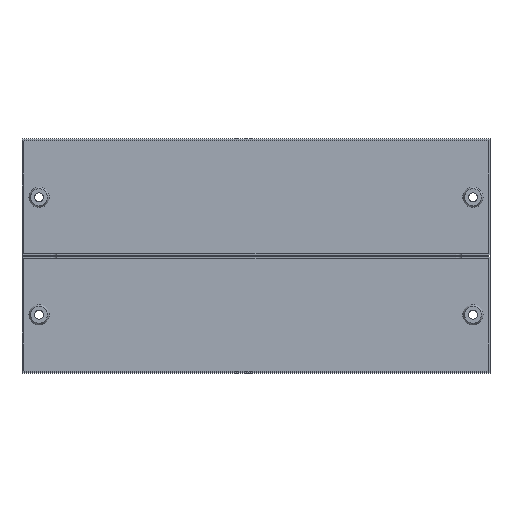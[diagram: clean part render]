
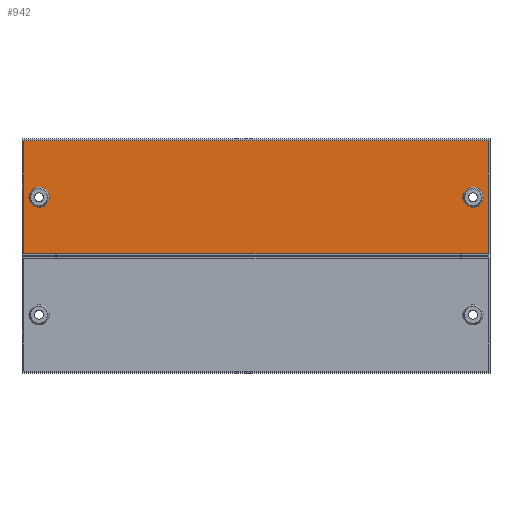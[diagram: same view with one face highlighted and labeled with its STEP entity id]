
A CAD part, top view. The second image highlights one B-rep face of the part: STEP entity #942.
In plain terms, the highlighted planar face has unit normal (0, 0, 1).
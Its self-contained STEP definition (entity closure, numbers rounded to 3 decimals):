
#13 = ORIENTED_EDGE ( 'NONE', *, *, #989, .T. ) ;
#29 = LINE ( 'NONE', #222, #1271 ) ;
#52 = CARTESIAN_POINT ( 'NONE',  ( 0., 0., 1.5 ) ) ;
#111 = DIRECTION ( 'NONE',  ( 1., 0., 0. ) ) ;
#126 = CARTESIAN_POINT ( 'NONE',  ( 497.5, -2., 1.5 ) ) ;
#159 = DIRECTION ( 'NONE',  ( 1., 0., 0. ) ) ;
#166 = AXIS2_PLACEMENT_3D ( 'NONE', #705, #1384, #1588 ) ;
#222 = CARTESIAN_POINT ( 'NONE',  ( 102.5, -0.5, 1.5 ) ) ;
#227 = ORIENTED_EDGE ( 'NONE', *, *, #2275, .F. ) ;
#246 = CIRCLE ( 'NONE', #2156, 8.625 ) ;
#273 = EDGE_LOOP ( 'NONE', ( #2356, #306 ) ) ;
#306 = ORIENTED_EDGE ( 'NONE', *, *, #560, .F. ) ;
#351 = VECTOR ( 'NONE', #1549, 1000. ) ;
#354 = CARTESIAN_POINT ( 'NONE',  ( 484.5, -50., 1.5 ) ) ;
#378 = DIRECTION ( 'NONE',  ( 0., 0., 1. ) ) ;
#382 = DIRECTION ( 'NONE',  ( 0., 0., 1. ) ) ;
#393 = LINE ( 'NONE', #1637, #1997 ) ;
#398 = VERTEX_POINT ( 'NONE', #1104 ) ;
#410 = FACE_BOUND ( 'NONE', #750, .T. ) ;
#419 = VERTEX_POINT ( 'NONE', #759 ) ;
#500 = AXIS2_PLACEMENT_3D ( 'NONE', #2118, #686, #111 ) ;
#538 = VERTEX_POINT ( 'NONE', #2292 ) ;
#556 = FACE_BOUND ( 'NONE', #273, .T. ) ;
#560 = EDGE_CURVE ( 'NONE', #1386, #1963, #1912, .T. ) ;
#580 = EDGE_LOOP ( 'NONE', ( #13, #1870, #974, #1335 ) ) ;
#607 = EDGE_CURVE ( 'NONE', #419, #1407, #1633, .T. ) ;
#667 = CIRCLE ( 'NONE', #1277, 8.625 ) ;
#686 = DIRECTION ( 'NONE',  ( 0., 0., 1. ) ) ;
#705 = CARTESIAN_POINT ( 'NONE',  ( 115.5, -50., 1.5 ) ) ;
#750 = EDGE_LOOP ( 'NONE', ( #1220, #227 ) ) ;
#759 = CARTESIAN_POINT ( 'NONE',  ( 102.5, -98., 1.5 ) ) ;
#872 = VERTEX_POINT ( 'NONE', #1255 ) ;
#942 = ADVANCED_FACE ( 'NONE', ( #410, #1105, #556 ), #1138, .T. ) ;
#974 = ORIENTED_EDGE ( 'NONE', *, *, #2372, .T. ) ;
#989 = EDGE_CURVE ( 'NONE', #398, #419, #29, .T. ) ;
#1025 = CARTESIAN_POINT ( 'NONE',  ( 106.875, -50., 1.5 ) ) ;
#1079 = CARTESIAN_POINT ( 'NONE',  ( 484.5, -50., 1.5 ) ) ;
#1104 = CARTESIAN_POINT ( 'NONE',  ( 102.5, -2., 1.5 ) ) ;
#1105 = FACE_OUTER_BOUND ( 'NONE', #580, .T. ) ;
#1138 = PLANE ( 'NONE',  #1640 ) ;
#1220 = ORIENTED_EDGE ( 'NONE', *, *, #1779, .F. ) ;
#1255 = CARTESIAN_POINT ( 'NONE',  ( 475.875, -50., 1.5 ) ) ;
#1271 = VECTOR ( 'NONE', #1328, 1000. ) ;
#1277 = AXIS2_PLACEMENT_3D ( 'NONE', #354, #2183, #159 ) ;
#1297 = DIRECTION ( 'NONE',  ( 1., 0., 0. ) ) ;
#1328 = DIRECTION ( 'NONE',  ( 0., -1., 0. ) ) ;
#1335 = ORIENTED_EDGE ( 'NONE', *, *, #1473, .T. ) ;
#1384 = DIRECTION ( 'NONE',  ( 0., 0., 1. ) ) ;
#1386 = VERTEX_POINT ( 'NONE', #2146 ) ;
#1402 = CARTESIAN_POINT ( 'NONE',  ( 497.5, -98., 1.5 ) ) ;
#1407 = VERTEX_POINT ( 'NONE', #1402 ) ;
#1451 = EDGE_CURVE ( 'NONE', #1963, #1386, #1989, .T. ) ;
#1473 = EDGE_CURVE ( 'NONE', #1741, #398, #1619, .T. ) ;
#1495 = VECTOR ( 'NONE', #2366, 1000. ) ;
#1549 = DIRECTION ( 'NONE',  ( 1., 0., 0. ) ) ;
#1588 = DIRECTION ( 'NONE',  ( 1., 0., 0. ) ) ;
#1619 = LINE ( 'NONE', #1985, #1495 ) ;
#1631 = DIRECTION ( 'NONE',  ( 0., 1., 0. ) ) ;
#1633 = LINE ( 'NONE', #1826, #351 ) ;
#1637 = CARTESIAN_POINT ( 'NONE',  ( 497.5, -0.5, 1.5 ) ) ;
#1640 = AXIS2_PLACEMENT_3D ( 'NONE', #52, #382, #1297 ) ;
#1741 = VERTEX_POINT ( 'NONE', #126 ) ;
#1779 = EDGE_CURVE ( 'NONE', #872, #538, #667, .T. ) ;
#1826 = CARTESIAN_POINT ( 'NONE',  ( 101., -98., 1.5 ) ) ;
#1870 = ORIENTED_EDGE ( 'NONE', *, *, #607, .T. ) ;
#1912 = CIRCLE ( 'NONE', #500, 8.625 ) ;
#1963 = VERTEX_POINT ( 'NONE', #1025 ) ;
#1983 = DIRECTION ( 'NONE',  ( 1., 0., 0. ) ) ;
#1985 = CARTESIAN_POINT ( 'NONE',  ( 101., -2., 1.5 ) ) ;
#1989 = CIRCLE ( 'NONE', #166, 8.625 ) ;
#1997 = VECTOR ( 'NONE', #1631, 1000. ) ;
#2118 = CARTESIAN_POINT ( 'NONE',  ( 115.5, -50., 1.5 ) ) ;
#2146 = CARTESIAN_POINT ( 'NONE',  ( 124.125, -50., 1.5 ) ) ;
#2156 = AXIS2_PLACEMENT_3D ( 'NONE', #1079, #378, #1983 ) ;
#2183 = DIRECTION ( 'NONE',  ( 0., 0., 1. ) ) ;
#2275 = EDGE_CURVE ( 'NONE', #538, #872, #246, .T. ) ;
#2292 = CARTESIAN_POINT ( 'NONE',  ( 493.125, -50., 1.5 ) ) ;
#2356 = ORIENTED_EDGE ( 'NONE', *, *, #1451, .F. ) ;
#2366 = DIRECTION ( 'NONE',  ( -1., 0., 0. ) ) ;
#2372 = EDGE_CURVE ( 'NONE', #1407, #1741, #393, .T. ) ;
